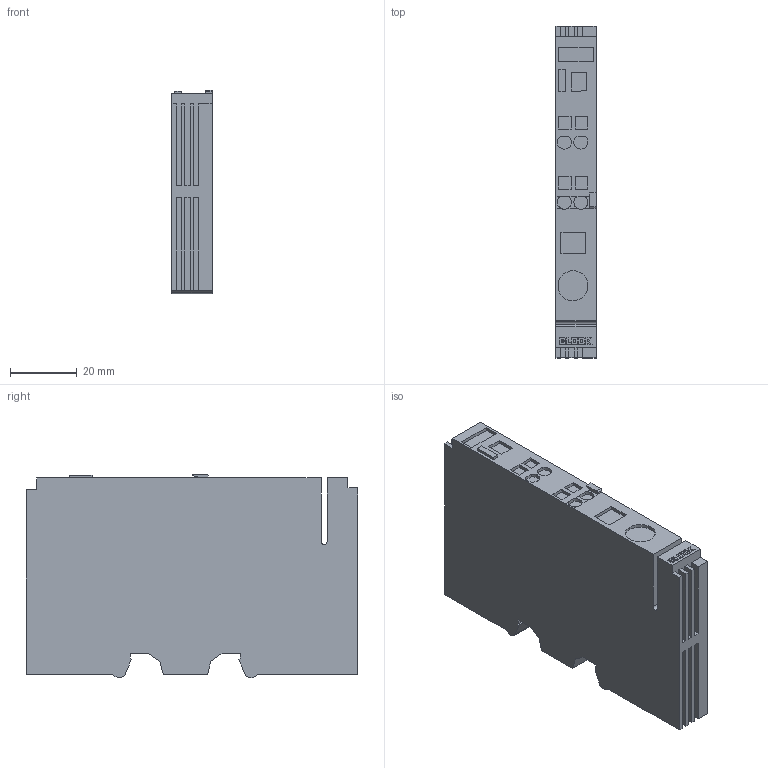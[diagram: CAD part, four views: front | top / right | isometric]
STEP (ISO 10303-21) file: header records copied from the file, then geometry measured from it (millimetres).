
FILE_DESCRIPTION (( 'STEP AP214' ), '1' );
FILE_NAME ('225124.STEP', '2020-09-09T09:30:13', ( '' ), ( '' ), 'SwSTEP 2.0', 'SolidWorks 2018', '' );
FILE_SCHEMA (( 'AUTOMOTIVE_DESIGN' ));
Length unit declared in the file: millimetre
Products named in the file (1): 225124
Bounding box: 12 x 99.3 x 60.9 mm (x, y, z)
Volume: 66392.5 mm3; surface area: 17946.8 mm2
Topology: 1 solids, 1 shells, 277 faces, 768 edges, 512 vertices
Faces by surface type: plane 259, cylinder 18
Entity records: 8736 total; most frequent: CARTESIAN_POINT 1570, ORIENTED_EDGE 1536, DIRECTION 1360, EDGE_CURVE 768, LINE 724, VECTOR 724, VERTEX_POINT 512, AXIS2_PLACEMENT_3D 318
